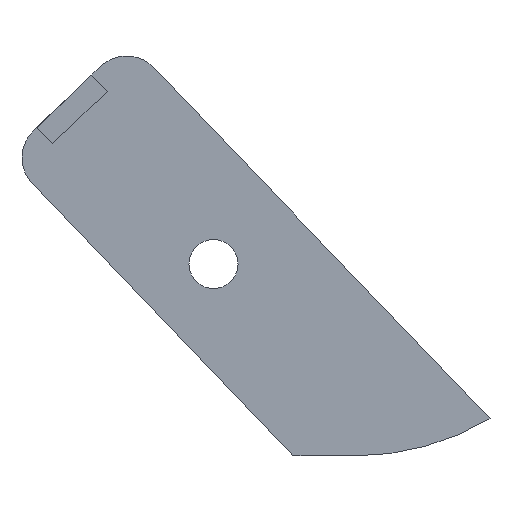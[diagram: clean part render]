
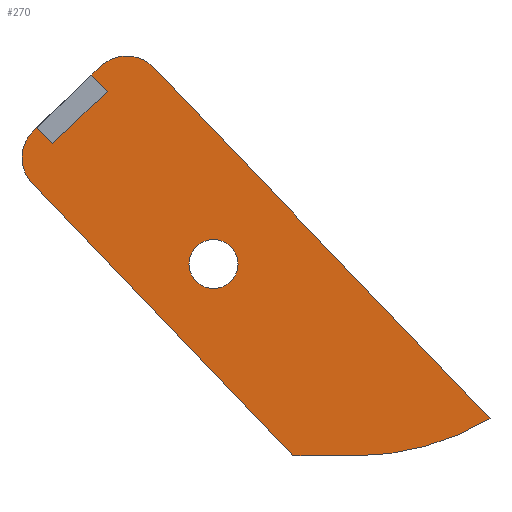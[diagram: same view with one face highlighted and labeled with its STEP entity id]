
A CAD part, front view. The second image highlights one B-rep face of the part: STEP entity #270.
In plain terms, the highlighted planar face has unit normal (0, -1, 0).
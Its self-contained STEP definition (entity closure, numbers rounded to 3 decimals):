
#16=FACE_BOUND('',#56,.T.);
#26=PLANE('',#306);
#40=FACE_OUTER_BOUND('',#55,.T.);
#55=EDGE_LOOP('',(#241,#242,#243,#244,#245,#246,#247,#248,#249,#250,#251));
#56=EDGE_LOOP('',(#252));
#58=LINE('',#391,#86);
#62=LINE('',#399,#90);
#65=LINE('',#405,#93);
#69=LINE('',#414,#97);
#73=LINE('',#422,#101);
#77=LINE('',#434,#105);
#81=LINE('',#445,#109);
#84=LINE('',#450,#112);
#86=VECTOR('',#318,10.);
#90=VECTOR('',#324,10.);
#93=VECTOR('',#329,10.);
#97=VECTOR('',#337,10.);
#101=VECTOR('',#343,10.);
#105=VECTOR('',#355,10.);
#109=VECTOR('',#367,10.);
#112=VECTOR('',#370,10.);
#114=CIRCLE('',#287,0.65);
#115=CIRCLE('',#295,7.);
#117=CIRCLE('',#299,1.);
#119=CIRCLE('',#303,1.);
#122=VERTEX_POINT('',#385);
#123=VERTEX_POINT('',#389);
#124=VERTEX_POINT('',#390);
#127=VERTEX_POINT('',#398);
#129=VERTEX_POINT('',#404);
#131=VERTEX_POINT('',#412);
#132=VERTEX_POINT('',#413);
#135=VERTEX_POINT('',#421);
#137=VERTEX_POINT('',#427);
#139=VERTEX_POINT('',#433);
#141=VERTEX_POINT('',#439);
#144=VERTEX_POINT('',#448);
#147=EDGE_CURVE('',#122,#122,#114,.T.);
#148=EDGE_CURVE('',#123,#124,#58,.T.);
#152=EDGE_CURVE('',#124,#127,#62,.T.);
#155=EDGE_CURVE('',#127,#129,#65,.T.);
#159=EDGE_CURVE('',#131,#132,#69,.T.);
#163=EDGE_CURVE('',#135,#132,#73,.T.);
#166=EDGE_CURVE('',#137,#135,#115,.T.);
#169=EDGE_CURVE('',#139,#137,#77,.T.);
#172=EDGE_CURVE('',#141,#139,#117,.T.);
#175=EDGE_CURVE('',#141,#123,#81,.T.);
#178=EDGE_CURVE('',#129,#144,#84,.T.);
#179=EDGE_CURVE('',#131,#144,#119,.T.);
#241=ORIENTED_EDGE('',*,*,#155,.T.);
#242=ORIENTED_EDGE('',*,*,#178,.T.);
#243=ORIENTED_EDGE('',*,*,#179,.F.);
#244=ORIENTED_EDGE('',*,*,#159,.T.);
#245=ORIENTED_EDGE('',*,*,#163,.F.);
#246=ORIENTED_EDGE('',*,*,#166,.F.);
#247=ORIENTED_EDGE('',*,*,#169,.F.);
#248=ORIENTED_EDGE('',*,*,#172,.F.);
#249=ORIENTED_EDGE('',*,*,#175,.T.);
#250=ORIENTED_EDGE('',*,*,#148,.T.);
#251=ORIENTED_EDGE('',*,*,#152,.T.);
#252=ORIENTED_EDGE('',*,*,#147,.T.);
#270=ADVANCED_FACE('',(#40,#16),#26,.F.);
#287=AXIS2_PLACEMENT_3D('',#387,#314,#315);
#295=AXIS2_PLACEMENT_3D('',#428,#348,#349);
#299=AXIS2_PLACEMENT_3D('',#440,#360,#361);
#303=AXIS2_PLACEMENT_3D('',#452,#373,#374);
#306=AXIS2_PLACEMENT_3D('',#455,#379,#380);
#314=DIRECTION('center_axis',(0.,1.,0.));
#315=DIRECTION('ref_axis',(-1.,0.,0.));
#318=DIRECTION('',(0.692,0.,-0.722));
#324=DIRECTION('',(-0.722,0.,-0.692));
#329=DIRECTION('',(-0.692,0.,0.722));
#337=DIRECTION('',(0.692,0.,-0.722));
#343=DIRECTION('',(-1.,0.,0.));
#348=DIRECTION('center_axis',(0.,1.,0.));
#349=DIRECTION('ref_axis',(1.,0.,0.));
#355=DIRECTION('',(0.692,0.,-0.722));
#360=DIRECTION('center_axis',(0.,1.,0.));
#361=DIRECTION('ref_axis',(-0.692,0.,0.722));
#367=DIRECTION('',(-0.722,0.,-0.692));
#370=DIRECTION('',(-0.722,0.,-0.692));
#373=DIRECTION('center_axis',(0.,1.,0.));
#374=DIRECTION('ref_axis',(-0.722,0.,-0.692));
#379=DIRECTION('center_axis',(0.,1.,0.));
#380=DIRECTION('ref_axis',(1.,0.,0.));
#385=CARTESIAN_POINT('',(-2.621,22.5,0.885));
#387=CARTESIAN_POINT('Origin',(-3.271,22.5,0.885));
#389=CARTESIAN_POINT('',(-6.502,22.5,5.892));
#390=CARTESIAN_POINT('',(-6.087,22.5,5.459));
#391=CARTESIAN_POINT('',(-4.056,22.5,3.338));
#398=CARTESIAN_POINT('',(-7.532,22.5,4.076));
#399=CARTESIAN_POINT('',(-6.871,22.5,4.709));
#404=CARTESIAN_POINT('',(-7.947,22.5,4.509));
#405=CARTESIAN_POINT('',(-5.708,22.5,2.171));
#412=CARTESIAN_POINT('',(-8.069,22.5,3.007));
#413=CARTESIAN_POINT('',(-1.168,22.5,-4.198));
#414=CARTESIAN_POINT('',(-8.069,22.5,3.007));
#421=CARTESIAN_POINT('',(0.463,22.5,-4.198));
#422=CARTESIAN_POINT('',(0.463,22.5,-4.198));
#427=CARTESIAN_POINT('',(4.053,22.5,-3.207));
#428=CARTESIAN_POINT('Origin',(0.463,22.5,2.802));
#433=CARTESIAN_POINT('',(-4.851,22.5,6.089));
#434=CARTESIAN_POINT('',(-4.851,22.5,6.089));
#439=CARTESIAN_POINT('',(-6.265,22.5,6.12));
#440=CARTESIAN_POINT('Origin',(-5.574,22.5,5.397));
#445=CARTESIAN_POINT('',(-6.265,22.5,6.12));
#448=CARTESIAN_POINT('',(-8.038,22.5,4.421));
#450=CARTESIAN_POINT('',(-6.265,22.5,6.12));
#452=CARTESIAN_POINT('Origin',(-7.347,22.5,3.699));
#455=CARTESIAN_POINT('Origin',(-2.147,22.5,1.1));
